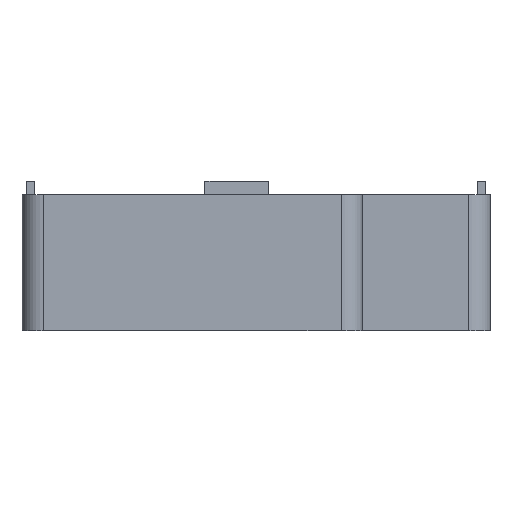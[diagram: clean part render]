
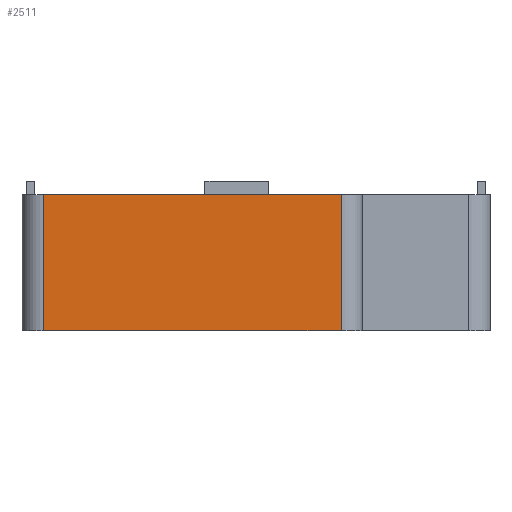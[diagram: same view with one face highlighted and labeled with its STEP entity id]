
A CAD part, left-side view. The second image highlights one B-rep face of the part: STEP entity #2511.
In plain terms, the highlighted planar face has unit normal (-1, 0, 0).
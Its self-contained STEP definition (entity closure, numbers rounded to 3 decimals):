
#144=FACE_OUTER_BOUND('',#295,.T.);
#295=EDGE_LOOP('',(#1822,#1823,#1824,#1825));
#471=LINE('',#3632,#784);
#524=LINE('',#3746,#837);
#525=LINE('',#3750,#838);
#526=LINE('',#3751,#839);
#784=VECTOR('',#2922,10.);
#837=VECTOR('',#3019,10.);
#838=VECTOR('',#3024,10.);
#839=VECTOR('',#3025,10.);
#1089=VERTEX_POINT('',#3629);
#1090=VERTEX_POINT('',#3631);
#1129=VERTEX_POINT('',#3745);
#1130=VERTEX_POINT('',#3749);
#1336=EDGE_CURVE('',#1089,#1090,#471,.T.);
#1392=EDGE_CURVE('',#1090,#1129,#524,.T.);
#1394=EDGE_CURVE('',#1130,#1089,#525,.T.);
#1395=EDGE_CURVE('',#1130,#1129,#526,.T.);
#1822=ORIENTED_EDGE('',*,*,#1394,.F.);
#1823=ORIENTED_EDGE('',*,*,#1395,.T.);
#1824=ORIENTED_EDGE('',*,*,#1392,.F.);
#1825=ORIENTED_EDGE('',*,*,#1336,.F.);
#2384=PLANE('',#2685);
#2511=ADVANCED_FACE('',(#144),#2384,.T.);
#2685=AXIS2_PLACEMENT_3D('',#3748,#3022,#3023);
#2922=DIRECTION('',(0.,-1.,0.));
#3019=DIRECTION('',(0.,0.,-1.));
#3022=DIRECTION('center_axis',(-1.,0.,0.));
#3023=DIRECTION('ref_axis',(0.,-1.,0.));
#3024=DIRECTION('',(0.,0.,1.));
#3025=DIRECTION('',(0.,-1.,0.));
#3629=CARTESIAN_POINT('',(-35.,-0.5,16.));
#3631=CARTESIAN_POINT('',(-35.,-35.5,16.));
#3632=CARTESIAN_POINT('',(-35.,-21.375,16.));
#3745=CARTESIAN_POINT('',(-35.,-35.5,0.));
#3746=CARTESIAN_POINT('',(-35.,-35.5,0.));
#3748=CARTESIAN_POINT('Origin',(-35.,2.,0.));
#3749=CARTESIAN_POINT('',(-35.,-0.5,0.));
#3750=CARTESIAN_POINT('',(-35.,-0.5,15.));
#3751=CARTESIAN_POINT('',(-35.,2.,0.));
